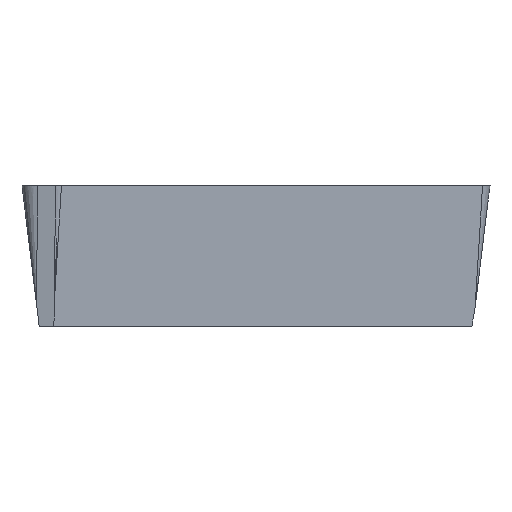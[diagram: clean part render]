
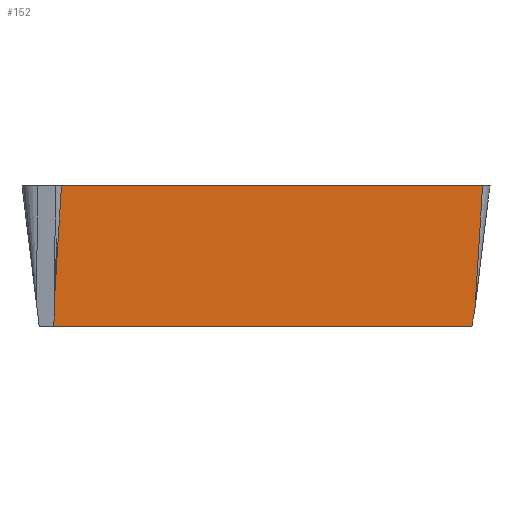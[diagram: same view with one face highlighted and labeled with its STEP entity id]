
A CAD part, front view. The second image highlights one B-rep face of the part: STEP entity #152.
In plain terms, the highlighted planar face has unit normal (0.496, -0.86, -0.122).
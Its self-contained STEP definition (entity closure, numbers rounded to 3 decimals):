
#108=FACE_OUTER_BOUND('',#298,.T.);
#152=ADVANCED_FACE('',(#108),#162,.F.);
#162=PLANE('',#794);
#176=LINE('',#1040,#217);
#177=LINE('',#1042,#218);
#183=LINE('',#1119,#224);
#184=LINE('',#1121,#225);
#203=LINE('',#3368,#244);
#205=LINE('',#3372,#246);
#206=LINE('',#3374,#247);
#207=LINE('',#3376,#248);
#217=VECTOR('',#818,1.);
#218=VECTOR('',#819,1.);
#224=VECTOR('',#831,1.);
#225=VECTOR('',#832,1.);
#244=VECTOR('',#863,1.);
#246=VECTOR('',#867,1.);
#247=VECTOR('',#870,1.);
#248=VECTOR('',#871,1.);
#298=EDGE_LOOP('',(#490,#491,#492,#493,#494,#495,#496,#497));
#490=ORIENTED_EDGE('',*,*,#613,.T.);
#491=ORIENTED_EDGE('',*,*,#612,.T.);
#492=ORIENTED_EDGE('',*,*,#683,.F.);
#493=ORIENTED_EDGE('',*,*,#684,.F.);
#494=ORIENTED_EDGE('',*,*,#598,.T.);
#495=ORIENTED_EDGE('',*,*,#597,.T.);
#496=ORIENTED_EDGE('',*,*,#682,.T.);
#497=ORIENTED_EDGE('',*,*,#680,.T.);
#532=VERTEX_POINT('',#1039);
#533=VERTEX_POINT('',#1041);
#534=VERTEX_POINT('',#1043);
#547=VERTEX_POINT('',#1118);
#548=VERTEX_POINT('',#1120);
#549=VERTEX_POINT('',#1122);
#579=VERTEX_POINT('',#3369);
#580=VERTEX_POINT('',#3375);
#597=EDGE_CURVE('',#533,#532,#176,.T.);
#598=EDGE_CURVE('',#534,#533,#177,.T.);
#612=EDGE_CURVE('',#548,#547,#183,.T.);
#613=EDGE_CURVE('',#549,#548,#184,.T.);
#680=EDGE_CURVE('',#579,#549,#203,.T.);
#682=EDGE_CURVE('',#532,#579,#205,.T.);
#683=EDGE_CURVE('',#580,#547,#206,.T.);
#684=EDGE_CURVE('',#534,#580,#207,.T.);
#794=AXIS2_PLACEMENT_3D('',#3377,#872,#873);
#818=DIRECTION('',(-0.866,-0.5,0.));
#819=DIRECTION('',(-0.866,-0.5,0.));
#831=DIRECTION('',(0.866,0.5,0.));
#832=DIRECTION('',(0.866,0.5,0.));
#863=DIRECTION('',(-0.033,0.122,-0.992));
#867=DIRECTION('',(-0.061,0.106,-0.993));
#870=DIRECTION('',(-0.166,0.044,-0.985));
#871=DIRECTION('',(-0.061,0.106,-0.993));
#872=DIRECTION('',(-0.496,0.86,0.122));
#873=DIRECTION('',(-0.866,-0.5,0.));
#1039=CARTESIAN_POINT('',(-2.109,-4.426,-0.1));
#1040=CARTESIAN_POINT('',(1.389,-2.406,-0.1));
#1041=CARTESIAN_POINT('',(1.389,-2.406,-0.1));
#1042=CARTESIAN_POINT('',(5.029,-0.304,-0.1));
#1043=CARTESIAN_POINT('',(5.029,-0.304,-0.1));
#1118=CARTESIAN_POINT('',(4.85,-0.07,-2.48));
#1119=CARTESIAN_POINT('',(4.883,-0.051,-2.48));
#1120=CARTESIAN_POINT('',(1.243,-2.153,-2.48));
#1121=CARTESIAN_POINT('',(1.243,-2.153,-2.48));
#1122=CARTESIAN_POINT('',(-2.239,-4.163,-2.48));
#3368=CARTESIAN_POINT('',(-2.164,-4.439,-0.231));
#3369=CARTESIAN_POINT('',(-2.219,-4.235,-1.891));
#3372=CARTESIAN_POINT('',(-2.109,-4.426,-0.1));
#3374=CARTESIAN_POINT('',(5.239,-0.173,-0.167));
#3375=CARTESIAN_POINT('',(4.903,-0.084,-2.165));
#3376=CARTESIAN_POINT('',(5.029,-0.304,-0.1));
#3377=CARTESIAN_POINT('',(1.389,-2.406,-0.1));
